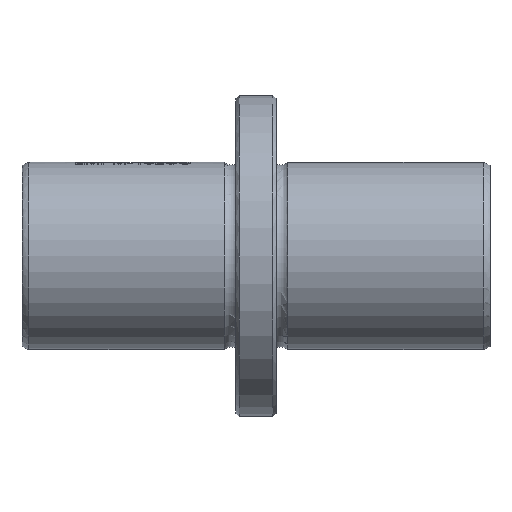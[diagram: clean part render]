
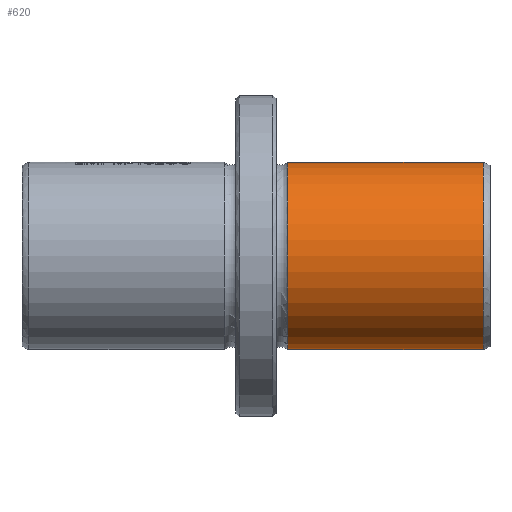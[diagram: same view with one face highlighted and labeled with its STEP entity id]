
A CAD part, front view. The second image highlights one B-rep face of the part: STEP entity #620.
In plain terms, the highlighted cylindrical face has radius 14 mm (diameter 28 mm), a full revolution.
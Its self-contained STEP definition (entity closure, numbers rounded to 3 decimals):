
#564=CYLINDRICAL_SURFACE('',#7386,14.);
#620=ADVANCED_FACE('',(#1409,#1410),#564,.T.);
#1293=CIRCLE('',#7374,14.);
#1294=CIRCLE('',#7375,14.);
#1297=CIRCLE('',#7384,14.);
#1298=CIRCLE('',#7385,14.);
#1409=FACE_BOUND('',#1531,.T.);
#1410=FACE_BOUND('',#1532,.T.);
#1531=EDGE_LOOP('',(#3464,#3465));
#1532=EDGE_LOOP('',(#3466,#3467));
#3464=ORIENTED_EDGE('',*,*,#6147,.T.);
#3465=ORIENTED_EDGE('',*,*,#6146,.T.);
#3466=ORIENTED_EDGE('',*,*,#6158,.F.);
#3467=ORIENTED_EDGE('',*,*,#6159,.F.);
#5448=VERTEX_POINT('',#10989);
#5449=VERTEX_POINT('',#10990);
#5460=VERTEX_POINT('',#11091);
#5461=VERTEX_POINT('',#11092);
#6146=EDGE_CURVE('',#5448,#5449,#1293,.T.);
#6147=EDGE_CURVE('',#5449,#5448,#1294,.T.);
#6158=EDGE_CURVE('',#5460,#5461,#1297,.T.);
#6159=EDGE_CURVE('',#5461,#5460,#1298,.T.);
#7374=AXIS2_PLACEMENT_3D('',#10988,#7998,#7999);
#7375=AXIS2_PLACEMENT_3D('',#10991,#8000,#8001);
#7384=AXIS2_PLACEMENT_3D('',#11090,#8018,#8019);
#7385=AXIS2_PLACEMENT_3D('',#11093,#8020,#8021);
#7386=AXIS2_PLACEMENT_3D('',#11094,#8022,#8023);
#7998=DIRECTION('',(-1.,0.,0.));
#7999=DIRECTION('',(0.,0.,1.));
#8000=DIRECTION('',(-1.,0.,0.));
#8001=DIRECTION('',(0.,0.,1.));
#8018=DIRECTION('',(-1.,0.,0.));
#8019=DIRECTION('',(0.,0.,1.));
#8020=DIRECTION('',(-1.,0.,0.));
#8021=DIRECTION('',(0.,0.,1.));
#8022=DIRECTION('',(1.,0.,0.));
#8023=DIRECTION('',(0.,0.,-1.));
#10988=CARTESIAN_POINT('',(36.999,0.,0.));
#10989=CARTESIAN_POINT('',(36.999,0.,14.));
#10990=CARTESIAN_POINT('',(36.999,0.,-14.));
#10991=CARTESIAN_POINT('',(36.999,0.,0.));
#11090=CARTESIAN_POINT('',(7.72,0.,0.));
#11091=CARTESIAN_POINT('',(7.72,0.,14.));
#11092=CARTESIAN_POINT('',(7.72,0.,-14.));
#11093=CARTESIAN_POINT('',(7.72,0.,0.));
#11094=CARTESIAN_POINT('',(7.72,0.,0.));
